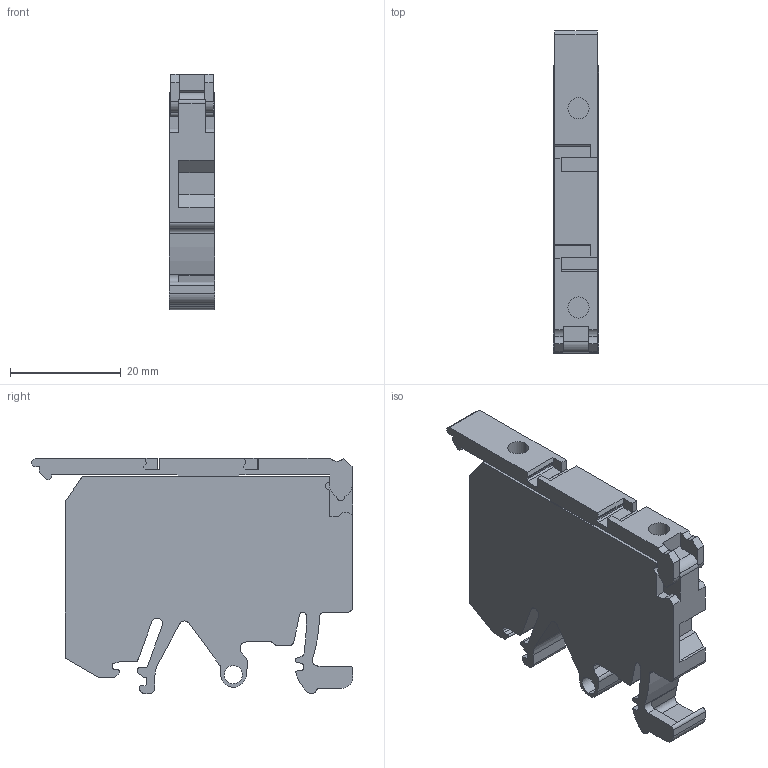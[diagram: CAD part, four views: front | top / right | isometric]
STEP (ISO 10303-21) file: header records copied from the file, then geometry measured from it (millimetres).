
FILE_DESCRIPTION(('CATIA V5R24 STEP','CAx-IF Rec.Pracs.--- Model Styling and Organization---1.2---2011-12-15'),'2;1');
FILE_NAME ('D1451492_0', '2016-12-22T08:57:32+00:00', ('Weidmueller Interface'), ('Weidmueller'), 'CATIA Version 5-6 Release 2014 SP4 HF52', 'CATIA V5 STEP AP214', 'none');
FILE_SCHEMA(('AUTOMOTIVE_DESIGN { 1 0 10303 214 1 1 1 1 }'));
Length unit declared in the file: millimetre
Products named in the file (1): 1367400000
Bounding box: 8.2 x 58.16 x 42.55 mm (x, y, z)
Volume: 14132.8 mm3; surface area: 6904.8 mm2
Topology: 1 solids, 1 shells, 218 faces, 654 edges, 437 vertices
Faces by surface type: plane 144, cylinder 74
Entity records: 7251 total; most frequent: CARTESIAN_POINT 1326, ORIENTED_EDGE 1308, DIRECTION 1086, EDGE_CURVE 654, VECTOR 499, LINE 499, VERTEX_POINT 437, AXIS2_PLACEMENT_3D 370
